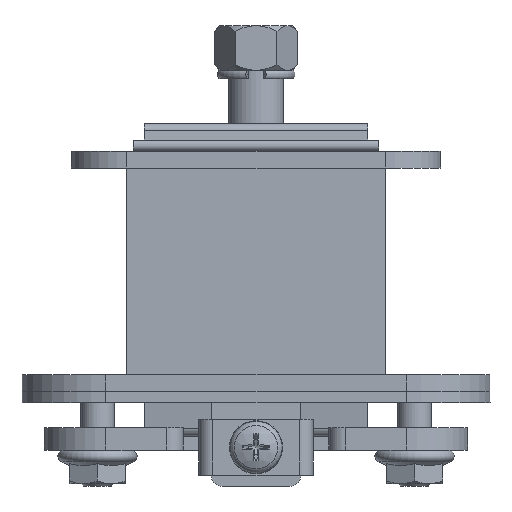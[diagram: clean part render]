
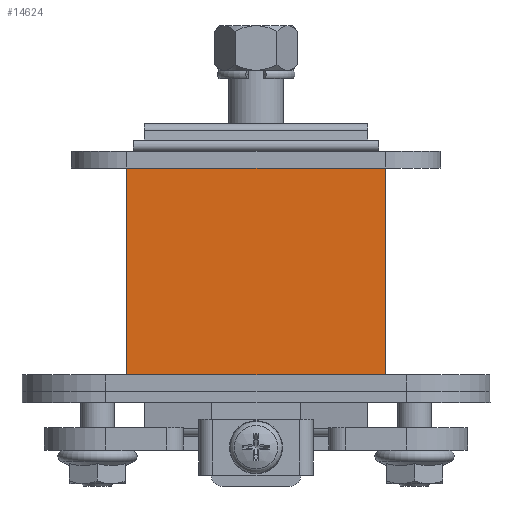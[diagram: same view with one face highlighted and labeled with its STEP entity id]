
A CAD part, front view. The second image highlights one B-rep face of the part: STEP entity #14624.
In plain terms, the highlighted planar face has unit normal (0, -1, 0).
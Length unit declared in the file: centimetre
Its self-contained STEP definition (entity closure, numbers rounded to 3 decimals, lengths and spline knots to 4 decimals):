
#2380=FACE_OUTER_BOUND('',#3293,.T.);
#3293=EDGE_LOOP('',(#12971,#12972,#12973,#12974));
#4381=LINE('',#24899,#5546);
#4456=LINE('',#25362,#5621);
#4462=LINE('',#25385,#5627);
#4463=LINE('',#25387,#5628);
#5546=VECTOR('',#19571,1.);
#5621=VECTOR('',#19846,1.);
#5627=VECTOR('',#19878,1.);
#5628=VECTOR('',#19881,1.);
#6876=VERTEX_POINT('',#24897);
#6877=VERTEX_POINT('',#24898);
#6963=VERTEX_POINT('',#25356);
#6965=VERTEX_POINT('',#25360);
#8854=EDGE_CURVE('',#6876,#6877,#4381,.T.);
#8993=EDGE_CURVE('',#6963,#6965,#4456,.T.);
#9003=EDGE_CURVE('',#6876,#6963,#4462,.T.);
#9004=EDGE_CURVE('',#6877,#6965,#4463,.T.);
#12971=ORIENTED_EDGE('',*,*,#8854,.F.);
#12972=ORIENTED_EDGE('',*,*,#9003,.T.);
#12973=ORIENTED_EDGE('',*,*,#8993,.T.);
#12974=ORIENTED_EDGE('',*,*,#9004,.F.);
#13824=PLANE('',#16035);
#14624=ADVANCED_FACE('',(#2380),#13824,.T.);
#16035=AXIS2_PLACEMENT_3D('',#25386,#19879,#19880);
#19571=DIRECTION('',(-1.,0.,0.));
#19846=DIRECTION('',(-1.,0.,0.));
#19878=DIRECTION('',(0.,0.,1.));
#19879=DIRECTION('center_axis',(0.,-1.,0.));
#19880=DIRECTION('ref_axis',(0.,0.,
-1.));
#19881=DIRECTION('',(0.,0.,1.));
#24897=CARTESIAN_POINT('',(2.31,-10.,-3.7));
#24898=CARTESIAN_POINT('',(-2.31,-10.,-3.7));
#24899=CARTESIAN_POINT('',(0.,-10.,-3.7));
#25356=CARTESIAN_POINT('',(2.31,-10.,0.));
#25360=CARTESIAN_POINT('',(-2.31,-10.,0.));
#25362=CARTESIAN_POINT('',(-7.72,-10.,0.));
#25385=CARTESIAN_POINT('',(2.31,-10.,-4.));
#25386=CARTESIAN_POINT('Origin',(1.52,-10.,-4.));
#25387=CARTESIAN_POINT('',(-2.31,-10.,-4.));
